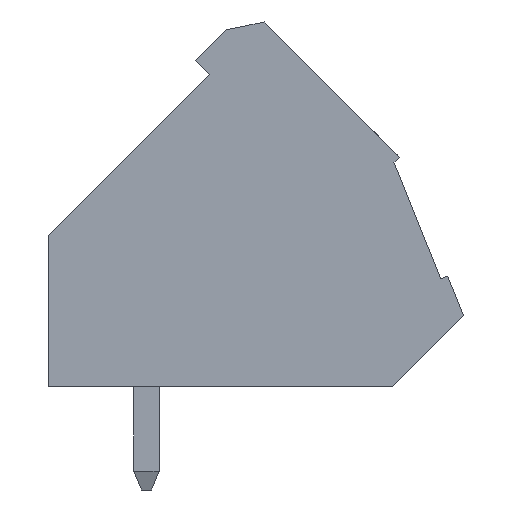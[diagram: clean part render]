
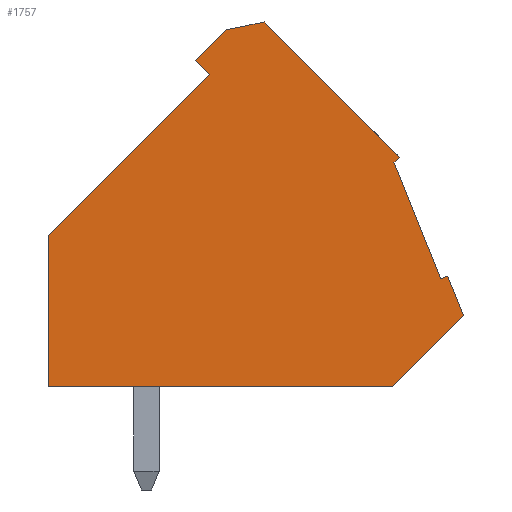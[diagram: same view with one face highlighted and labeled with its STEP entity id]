
A CAD part, left-side view. The second image highlights one B-rep face of the part: STEP entity #1757.
In plain terms, the highlighted planar face has unit normal (-1, 0, 0).
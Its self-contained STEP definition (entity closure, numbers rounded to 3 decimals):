
#1757 = ADVANCED_FACE( '', ( #3933 ), #3934, .F. );
#3933 = FACE_OUTER_BOUND( '', #6593, .T. );
#3934 = PLANE( '', #6594 );
#6593 = EDGE_LOOP( '', ( #11349, #11350, #11351, #11352, #11353, #11354, #11355, #11356, #11357, #11358, #11359, #11360 ) );
#6594 = AXIS2_PLACEMENT_3D( '', #11361, #11362, #11363 );
#11349 = ORIENTED_EDGE( '', *, *, #18409, .F. );
#11350 = ORIENTED_EDGE( '', *, *, #18410, .F. );
#11351 = ORIENTED_EDGE( '', *, *, #18256, .F. );
#11352 = ORIENTED_EDGE( '', *, *, #18194, .F. );
#11353 = ORIENTED_EDGE( '', *, *, #18411, .F. );
#11354 = ORIENTED_EDGE( '', *, *, #18016, .F. );
#11355 = ORIENTED_EDGE( '', *, *, #17404, .F. );
#11356 = ORIENTED_EDGE( '', *, *, #18412, .F. );
#11357 = ORIENTED_EDGE( '', *, *, #18006, .F. );
#11358 = ORIENTED_EDGE( '', *, *, #18413, .F. );
#11359 = ORIENTED_EDGE( '', *, *, #18414, .F. );
#11360 = ORIENTED_EDGE( '', *, *, #18415, .F. );
#11361 = CARTESIAN_POINT( '', ( -51.5, 0., 0. ) );
#11362 = DIRECTION( '', ( 1., 0., 0. ) );
#11363 = DIRECTION( '', ( 0., 0., -1. ) );
#17404 = EDGE_CURVE( '', #21365, #21362, #21367, .T. );
#18006 = EDGE_CURVE( '', #22336, #22337, #22338, .T. );
#18016 = EDGE_CURVE( '', #21362, #22354, #22355, .T. );
#18194 = EDGE_CURVE( '', #22633, #22635, #22636, .T. );
#18256 = EDGE_CURVE( '', #22635, #22728, #22729, .T. );
#18409 = EDGE_CURVE( '', #22964, #22965, #22966, .T. );
#18410 = EDGE_CURVE( '', #22728, #22964, #22967, .T. );
#18411 = EDGE_CURVE( '', #22354, #22633, #22968, .T. );
#18412 = EDGE_CURVE( '', #22337, #21365, #22969, .T. );
#18413 = EDGE_CURVE( '', #22970, #22336, #22971, .T. );
#18414 = EDGE_CURVE( '', #22972, #22970, #22973, .T. );
#18415 = EDGE_CURVE( '', #22965, #22972, #22974, .T. );
#21362 = VERTEX_POINT( '', #26920 );
#21365 = VERTEX_POINT( '', #26925 );
#21367 = LINE( '', #26928, #26929 );
#22336 = VERTEX_POINT( '', #28347 );
#22337 = VERTEX_POINT( '', #28348 );
#22338 = LINE( '', #28349, #28350 );
#22354 = VERTEX_POINT( '', #28373 );
#22355 = LINE( '', #28374, #28375 );
#22633 = VERTEX_POINT( '', #28794 );
#22635 = VERTEX_POINT( '', #28797 );
#22636 = LINE( '', #28798, #28799 );
#22728 = VERTEX_POINT( '', #28946 );
#22729 = LINE( '', #28947, #28948 );
#22964 = VERTEX_POINT( '', #29333 );
#22965 = VERTEX_POINT( '', #29334 );
#22966 = LINE( '', #29335, #29336 );
#22967 = LINE( '', #29337, #29338 );
#22968 = LINE( '', #29339, #29340 );
#22969 = LINE( '', #29341, #29342 );
#22970 = VERTEX_POINT( '', #29343 );
#22971 = LINE( '', #29344, #29345 );
#22972 = VERTEX_POINT( '', #29346 );
#22973 = LINE( '', #29347, #29348 );
#22974 = LINE( '', #29349, #29350 );
#26920 = CARTESIAN_POINT( '', ( -51.5, -1.735, 11.5 ) );
#26925 = CARTESIAN_POINT( '', ( -51.5, -0.215, 11.182 ) );
#26928 = CARTESIAN_POINT( '', ( -51.5, -0.215, 11.182 ) );
#26929 = VECTOR( '', #33160, 1000. );
#28347 = CARTESIAN_POINT( '', ( -51.5, 0.422, 9.414 ) );
#28348 = CARTESIAN_POINT( '', ( -51.5, 0.987, 9.98 ) );
#28349 = CARTESIAN_POINT( '', ( -51.5, 0.422, 9.414 ) );
#28350 = VECTOR( '', #33769, 1000. );
#28373 = CARTESIAN_POINT( '', ( -51.5, -7.109, 6.126 ) );
#28374 = CARTESIAN_POINT( '', ( -51.5, -1.735, 11.5 ) );
#28375 = VECTOR( '', #33777, 1000. );
#28794 = CARTESIAN_POINT( '', ( -51.5, -6.897, 5.914 ) );
#28797 = CARTESIAN_POINT( '', ( -51.5, -8.752, 1.294 ) );
#28798 = CARTESIAN_POINT( '', ( -51.5, -6.897, 5.914 ) );
#28799 = VECTOR( '', #33959, 1000. );
#28946 = CARTESIAN_POINT( '', ( -51.5, -9.031, 1.406 ) );
#28947 = CARTESIAN_POINT( '', ( -51.5, -8.752, 1.294 ) );
#28948 = VECTOR( '', #34006, 1000. );
#29333 = CARTESIAN_POINT( '', ( -51.5, -9.664, -0.172 ) );
#29334 = CARTESIAN_POINT( '', ( -51.5, -6.836, -3. ) );
#29335 = CARTESIAN_POINT( '', ( -51.5, -9.664, -0.172 ) );
#29336 = VECTOR( '', #34124, 1000. );
#29337 = CARTESIAN_POINT( '', ( -51.5, -9.031, 1.406 ) );
#29338 = VECTOR( '', #34125, 1000. );
#29339 = CARTESIAN_POINT( '', ( -51.5, -7.109, 6.126 ) );
#29340 = VECTOR( '', #34126, 1000. );
#29341 = CARTESIAN_POINT( '', ( -51.5, 0.987, 9.98 ) );
#29342 = VECTOR( '', #34127, 1000. );
#29343 = CARTESIAN_POINT( '', ( -51.5, 6.836, 3. ) );
#29344 = CARTESIAN_POINT( '', ( -51.5, 6.836, 3. ) );
#29345 = VECTOR( '', #34128, 1000. );
#29346 = CARTESIAN_POINT( '', ( -51.5, 6.836, -3. ) );
#29347 = CARTESIAN_POINT( '', ( -51.5, 6.836, -3. ) );
#29348 = VECTOR( '', #34129, 1000. );
#29349 = CARTESIAN_POINT( '', ( -51.5, -6.836, -3. ) );
#29350 = VECTOR( '', #34130, 1000. );
#33160 = DIRECTION( '', ( 0., -0.979, 0.205 ) );
#33769 = DIRECTION( '', ( 0., 0.707, 0.707 ) );
#33777 = DIRECTION( '', ( 0., -0.707, -0.707 ) );
#33959 = DIRECTION( '', ( 0., -0.373, -0.928 ) );
#34006 = DIRECTION( '', ( 0., -0.928, 0.373 ) );
#34124 = DIRECTION( '', ( 0., 0.707, -0.707 ) );
#34125 = DIRECTION( '', ( 0., -0.373, -0.928 ) );
#34126 = DIRECTION( '', ( 0., 0.707, -0.707 ) );
#34127 = DIRECTION( '', ( 0., -0.707, 0.707 ) );
#34128 = DIRECTION( '', ( 0., -0.707, 0.707 ) );
#34129 = DIRECTION( '', ( 0., 0., 1. ) );
#34130 = DIRECTION( '', ( 0., 1., 0. ) );
